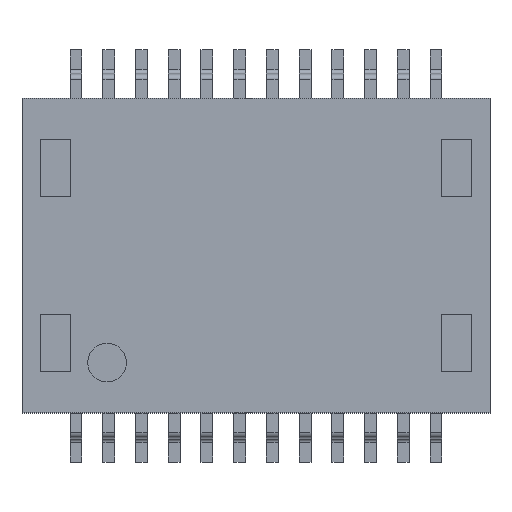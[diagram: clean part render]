
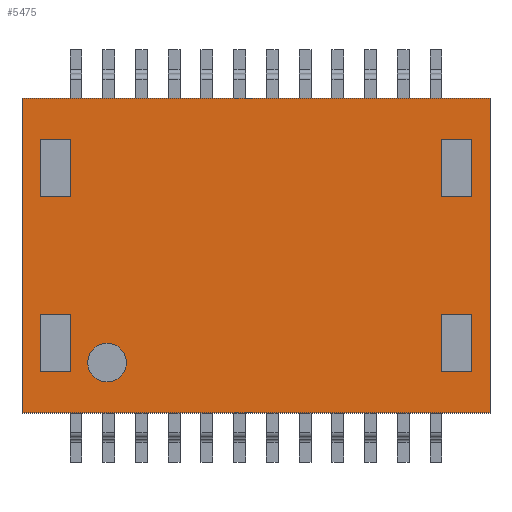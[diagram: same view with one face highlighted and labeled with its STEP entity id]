
A CAD part, top view. The second image highlights one B-rep face of the part: STEP entity #5475.
In plain terms, the highlighted planar face has unit normal (0, 0, 1).
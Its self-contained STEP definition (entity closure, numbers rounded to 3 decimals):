
#2=DIRECTION('',(0.,-1.,0.));
#3=VECTOR('',#2,12.2);
#4=CARTESIAN_POINT('',(-9.08,6.1,0.));
#5=LINE('',#4,#3);
#6=DIRECTION('',(-1.,0.,0.));
#7=VECTOR('',#6,18.16);
#8=CARTESIAN_POINT('',(9.08,6.1,0.));
#9=LINE('',#8,#7);
#10=DIRECTION('',(0.,1.,0.));
#11=VECTOR('',#10,12.2);
#12=CARTESIAN_POINT('',(9.08,-6.1,0.));
#13=LINE('',#12,#11);
#14=DIRECTION('',(1.,0.,0.));
#15=VECTOR('',#14,18.16);
#16=CARTESIAN_POINT('',(-9.08,-6.1,0.));
#17=LINE('',#16,#15);
#18=CARTESIAN_POINT('',(-5.78,-4.15,0.));
#19=DIRECTION('',(0.,0.,1.));
#20=DIRECTION('',(1.,0.,0.));
#21=AXIS2_PLACEMENT_3D('',#18,#19,#20);
#23=CARTESIAN_POINT('',(-5.78,-4.15,0.));
#24=DIRECTION('',(0.,0.,1.));
#25=DIRECTION('',(-1.,0.,0.));
#26=AXIS2_PLACEMENT_3D('',#23,#24,#25);
#28=DIRECTION('',(1.,0.,0.));
#29=VECTOR('',#28,1.2);
#30=CARTESIAN_POINT('',(-8.38,2.3,0.));
#31=LINE('',#30,#29);
#32=DIRECTION('',(0.,1.,0.));
#33=VECTOR('',#32,2.2);
#34=CARTESIAN_POINT('',(-7.18,2.3,0.));
#35=LINE('',#34,#33);
#36=DIRECTION('',(-1.,0.,0.));
#37=VECTOR('',#36,1.2);
#38=CARTESIAN_POINT('',(-7.18,4.5,0.));
#39=LINE('',#38,#37);
#40=DIRECTION('',(0.,-1.,0.));
#41=VECTOR('',#40,2.2);
#42=CARTESIAN_POINT('',(-8.38,4.5,0.));
#43=LINE('',#42,#41);
#44=DIRECTION('',(0.,-1.,0.));
#45=VECTOR('',#44,2.2);
#46=CARTESIAN_POINT('',(-8.38,-2.3,0.));
#47=LINE('',#46,#45);
#48=DIRECTION('',(1.,0.,0.));
#49=VECTOR('',#48,1.2);
#50=CARTESIAN_POINT('',(-8.38,-4.5,0.));
#51=LINE('',#50,#49);
#52=DIRECTION('',(0.,1.,0.));
#53=VECTOR('',#52,2.2);
#54=CARTESIAN_POINT('',(-7.18,-4.5,0.));
#55=LINE('',#54,#53);
#56=DIRECTION('',(-1.,0.,0.));
#57=VECTOR('',#56,1.2);
#58=CARTESIAN_POINT('',(-7.18,-2.3,0.));
#59=LINE('',#58,#57);
#60=DIRECTION('',(0.,1.,0.));
#61=VECTOR('',#60,2.2);
#62=CARTESIAN_POINT('',(8.38,2.3,0.));
#63=LINE('',#62,#61);
#64=DIRECTION('',(-1.,0.,0.));
#65=VECTOR('',#64,1.2);
#66=CARTESIAN_POINT('',(8.38,4.5,0.));
#67=LINE('',#66,#65);
#68=DIRECTION('',(0.,-1.,0.));
#69=VECTOR('',#68,2.2);
#70=CARTESIAN_POINT('',(7.18,4.5,0.));
#71=LINE('',#70,#69);
#72=DIRECTION('',(1.,0.,0.));
#73=VECTOR('',#72,1.2);
#74=CARTESIAN_POINT('',(7.18,2.3,0.));
#75=LINE('',#74,#73);
#76=DIRECTION('',(-1.,0.,0.));
#77=VECTOR('',#76,1.2);
#78=CARTESIAN_POINT('',(8.38,-2.3,0.));
#79=LINE('',#78,#77);
#80=DIRECTION('',(0.,-1.,0.));
#81=VECTOR('',#80,2.2);
#82=CARTESIAN_POINT('',(7.18,-2.3,0.));
#83=LINE('',#82,#81);
#84=DIRECTION('',(1.,0.,0.));
#85=VECTOR('',#84,1.2);
#86=CARTESIAN_POINT('',(7.18,-4.5,0.));
#87=LINE('',#86,#85);
#88=DIRECTION('',(0.,1.,0.));
#89=VECTOR('',#88,2.2);
#90=CARTESIAN_POINT('',(8.38,-4.5,0.));
#91=LINE('',#90,#89);
#4110=CARTESIAN_POINT('',(-9.08,6.1,0.));
#4111=CARTESIAN_POINT('',(-9.08,-6.1,0.));
#4112=VERTEX_POINT('',#4110);
#4113=VERTEX_POINT('',#4111);
#4114=CARTESIAN_POINT('',(9.08,-6.1,0.));
#4115=VERTEX_POINT('',#4114);
#4116=CARTESIAN_POINT('',(9.08,6.1,0.));
#4117=VERTEX_POINT('',#4116);
#4150=CARTESIAN_POINT('',(-5.03,-4.15,0.));
#4151=CARTESIAN_POINT('',(-6.53,-4.15,0.));
#4152=VERTEX_POINT('',#4150);
#4153=VERTEX_POINT('',#4151);
#4206=CARTESIAN_POINT('',(-8.38,2.3,0.));
#4207=CARTESIAN_POINT('',(-7.18,2.3,0.));
#4208=VERTEX_POINT('',#4206);
#4209=VERTEX_POINT('',#4207);
#4210=CARTESIAN_POINT('',(-7.18,4.5,0.));
#4211=VERTEX_POINT('',#4210);
#4212=CARTESIAN_POINT('',(-8.38,4.5,0.));
#4213=VERTEX_POINT('',#4212);
#4238=CARTESIAN_POINT('',(-8.38,-2.3,0.));
#4239=CARTESIAN_POINT('',(-8.38,-4.5,0.));
#4240=VERTEX_POINT('',#4238);
#4241=VERTEX_POINT('',#4239);
#4242=CARTESIAN_POINT('',(-7.18,-4.5,0.));
#4243=VERTEX_POINT('',#4242);
#4244=CARTESIAN_POINT('',(-7.18,-2.3,0.));
#4245=VERTEX_POINT('',#4244);
#4246=CARTESIAN_POINT('',(8.38,2.3,0.));
#4247=CARTESIAN_POINT('',(8.38,4.5,0.));
#4248=VERTEX_POINT('',#4246);
#4249=VERTEX_POINT('',#4247);
#4250=CARTESIAN_POINT('',(7.18,4.5,0.));
#4251=VERTEX_POINT('',#4250);
#4252=CARTESIAN_POINT('',(7.18,2.3,0.));
#4253=VERTEX_POINT('',#4252);
#4254=CARTESIAN_POINT('',(8.38,-2.3,0.));
#4255=CARTESIAN_POINT('',(7.18,-2.3,0.));
#4256=VERTEX_POINT('',#4254);
#4257=VERTEX_POINT('',#4255);
#4258=CARTESIAN_POINT('',(7.18,-4.5,0.));
#4259=VERTEX_POINT('',#4258);
#4260=CARTESIAN_POINT('',(8.38,-4.5,0.));
#4261=VERTEX_POINT('',#4260);
#5414=CARTESIAN_POINT('',(0.,0.,0.));
#5415=DIRECTION('',(0.,0.,1.));
#5416=DIRECTION('',(1.,0.,0.));
#5417=AXIS2_PLACEMENT_3D('',#5414,#5415,#5416);
#5418=PLANE('',#5417);
#5420=ORIENTED_EDGE('',*,*,#5419,.F.);
#5422=ORIENTED_EDGE('',*,*,#5421,.F.);
#5424=ORIENTED_EDGE('',*,*,#5423,.F.);
#5426=ORIENTED_EDGE('',*,*,#5425,.F.);
#5427=EDGE_LOOP('',(#5420,#5422,#5424,#5426));
#5428=FACE_OUTER_BOUND('',#5427,.F.);
#5430=ORIENTED_EDGE('',*,*,#5429,.T.);
#5432=ORIENTED_EDGE('',*,*,#5431,.T.);
#5433=EDGE_LOOP('',(#5430,#5432));
#5434=FACE_BOUND('',#5433,.F.);
#5436=ORIENTED_EDGE('',*,*,#5435,.T.);
#5438=ORIENTED_EDGE('',*,*,#5437,.T.);
#5440=ORIENTED_EDGE('',*,*,#5439,.T.);
#5442=ORIENTED_EDGE('',*,*,#5441,.T.);
#5443=EDGE_LOOP('',(#5436,#5438,#5440,#5442));
#5444=FACE_BOUND('',#5443,.F.);
#5446=ORIENTED_EDGE('',*,*,#5445,.T.);
#5448=ORIENTED_EDGE('',*,*,#5447,.T.);
#5450=ORIENTED_EDGE('',*,*,#5449,.T.);
#5452=ORIENTED_EDGE('',*,*,#5451,.T.);
#5453=EDGE_LOOP('',(#5446,#5448,#5450,#5452));
#5454=FACE_BOUND('',#5453,.F.);
#5456=ORIENTED_EDGE('',*,*,#5455,.T.);
#5458=ORIENTED_EDGE('',*,*,#5457,.T.);
#5460=ORIENTED_EDGE('',*,*,#5459,.T.);
#5462=ORIENTED_EDGE('',*,*,#5461,.T.);
#5463=EDGE_LOOP('',(#5456,#5458,#5460,#5462));
#5464=FACE_BOUND('',#5463,.F.);
#5466=ORIENTED_EDGE('',*,*,#5465,.T.);
#5468=ORIENTED_EDGE('',*,*,#5467,.T.);
#5470=ORIENTED_EDGE('',*,*,#5469,.T.);
#5472=ORIENTED_EDGE('',*,*,#5471,.T.);
#5473=EDGE_LOOP('',(#5466,#5468,#5470,#5472));
#5474=FACE_BOUND('',#5473,.F.);
#22=CIRCLE('',#21,0.75);
#27=CIRCLE('',#26,0.75);
#5419=EDGE_CURVE('',#4112,#4113,#5,.T.);
#5421=EDGE_CURVE('',#4117,#4112,#9,.T.);
#5423=EDGE_CURVE('',#4115,#4117,#13,.T.);
#5425=EDGE_CURVE('',#4113,#4115,#17,.T.);
#5429=EDGE_CURVE('',#4152,#4153,#22,.T.);
#5431=EDGE_CURVE('',#4153,#4152,#27,.T.);
#5435=EDGE_CURVE('',#4208,#4209,#31,.T.);
#5437=EDGE_CURVE('',#4209,#4211,#35,.T.);
#5439=EDGE_CURVE('',#4211,#4213,#39,.T.);
#5441=EDGE_CURVE('',#4213,#4208,#43,.T.);
#5445=EDGE_CURVE('',#4240,#4241,#47,.T.);
#5447=EDGE_CURVE('',#4241,#4243,#51,.T.);
#5449=EDGE_CURVE('',#4243,#4245,#55,.T.);
#5451=EDGE_CURVE('',#4245,#4240,#59,.T.);
#5455=EDGE_CURVE('',#4248,#4249,#63,.T.);
#5457=EDGE_CURVE('',#4249,#4251,#67,.T.);
#5459=EDGE_CURVE('',#4251,#4253,#71,.T.);
#5461=EDGE_CURVE('',#4253,#4248,#75,.T.);
#5465=EDGE_CURVE('',#4256,#4257,#79,.T.);
#5467=EDGE_CURVE('',#4257,#4259,#83,.T.);
#5469=EDGE_CURVE('',#4259,#4261,#87,.T.);
#5471=EDGE_CURVE('',#4261,#4256,#91,.T.);
#5475=ADVANCED_FACE('',(#5428,#5434,#5444,#5454,#5464,#5474),#5418,.T.);
